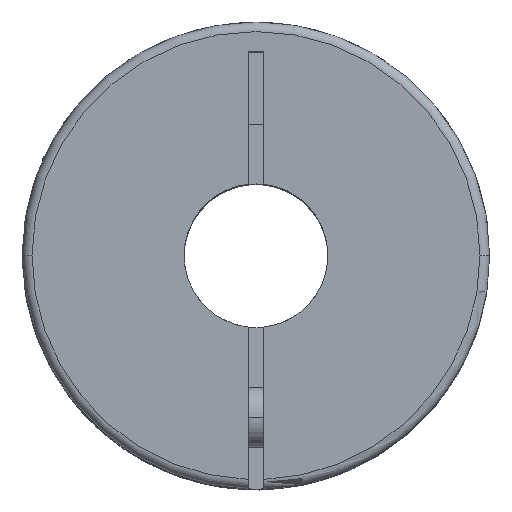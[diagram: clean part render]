
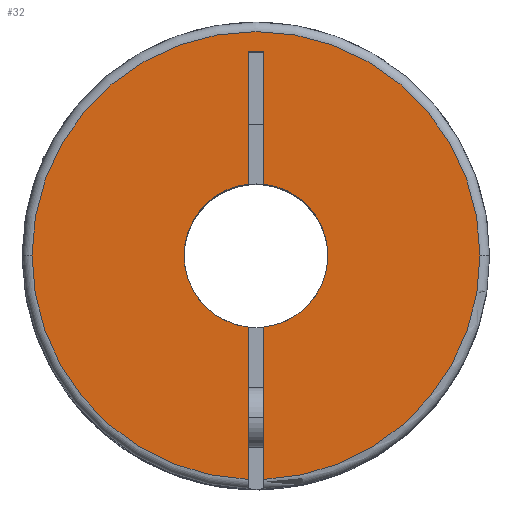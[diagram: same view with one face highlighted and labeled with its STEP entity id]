
A CAD part, top view. The second image highlights one B-rep face of the part: STEP entity #32.
In plain terms, the highlighted planar face has unit normal (0, 0, 1).
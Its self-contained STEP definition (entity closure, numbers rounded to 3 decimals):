
#16 = VECTOR ( 'NONE', #216, 1000. ) ;
#32 = ADVANCED_FACE ( 'NONE', ( #2491 ), #711, .F. ) ;
#183 = EDGE_CURVE ( 'NONE', #3619, #1570, #1346, .T. ) ;
#194 = DIRECTION ( 'NONE',  ( -1., 0., 0. ) ) ;
#201 = ORIENTED_EDGE ( 'NONE', *, *, #863, .F. ) ;
#216 = DIRECTION ( 'NONE',  ( 0., 1., 0. ) ) ;
#242 = CARTESIAN_POINT ( 'NONE',  ( 0.65, 5.965, 0. ) ) ;
#254 = VERTEX_POINT ( 'NONE', #864 ) ;
#311 = AXIS2_PLACEMENT_3D ( 'NONE', #3412, #1663, #3065 ) ;
#320 = CARTESIAN_POINT ( 'NONE',  ( -0.65, 5.965, 0. ) ) ;
#397 = DIRECTION ( 'NONE',  ( -1., 0., 0. ) ) ;
#490 = VECTOR ( 'NONE', #2059, 1000. ) ;
#493 = EDGE_CURVE ( 'NONE', #254, #1825, #4355, .T. ) ;
#507 = ORIENTED_EDGE ( 'NONE', *, *, #3426, .T. ) ;
#588 = AXIS2_PLACEMENT_3D ( 'NONE', #2206, #3200, #3265 ) ;
#591 = VERTEX_POINT ( 'NONE', #1853 ) ;
#666 = CARTESIAN_POINT ( 'NONE',  ( -0.65, 17., 0. ) ) ;
#676 = VERTEX_POINT ( 'NONE', #827 ) ;
#711 = PLANE ( 'NONE',  #1195 ) ;
#743 = DIRECTION ( 'NONE',  ( 0., 0., -1. ) ) ;
#811 = EDGE_CURVE ( 'NONE', #4142, #591, #1053, .T. ) ;
#827 = CARTESIAN_POINT ( 'NONE',  ( 0.65, 17., 0. ) ) ;
#852 = EDGE_CURVE ( 'NONE', #911, #2193, #3764, .T. ) ;
#863 = EDGE_CURVE ( 'NONE', #2193, #1570, #1920, .T. ) ;
#864 = CARTESIAN_POINT ( 'NONE',  ( -0.65, -18.689, 0. ) ) ;
#882 = LINE ( 'NONE', #1180, #4217 ) ;
#911 = VERTEX_POINT ( 'NONE', #4488 ) ;
#1053 = CIRCLE ( 'NONE', #4214, 6. ) ;
#1061 = LINE ( 'NONE', #4215, #490 ) ;
#1066 = ORIENTED_EDGE ( 'NONE', *, *, #4356, .F. ) ;
#1137 = CARTESIAN_POINT ( 'NONE',  ( 0.65, -5.965, 0. ) ) ;
#1180 = CARTESIAN_POINT ( 'NONE',  ( 0.65, 17., 0. ) ) ;
#1195 = AXIS2_PLACEMENT_3D ( 'NONE', #2118, #2830, #2416 ) ;
#1292 = VECTOR ( 'NONE', #3841, 1000. ) ;
#1346 = CIRCLE ( 'NONE', #4502, 6. ) ;
#1400 = VERTEX_POINT ( 'NONE', #320 ) ;
#1570 = VERTEX_POINT ( 'NONE', #1137 ) ;
#1582 = CARTESIAN_POINT ( 'NONE',  ( 0., 0., 0. ) ) ;
#1663 = DIRECTION ( 'NONE',  ( 0., 0., -1. ) ) ;
#1679 = ORIENTED_EDGE ( 'NONE', *, *, #493, .F. ) ;
#1825 = VERTEX_POINT ( 'NONE', #3880 ) ;
#1853 = CARTESIAN_POINT ( 'NONE',  ( -6., 0., 0. ) ) ;
#1920 = LINE ( 'NONE', #3345, #16 ) ;
#1939 = EDGE_CURVE ( 'NONE', #676, #3043, #882, .T. ) ;
#1955 = ORIENTED_EDGE ( 'NONE', *, *, #2528, .F. ) ;
#1969 = ORIENTED_EDGE ( 'NONE', *, *, #3091, .F. ) ;
#2013 = AXIS2_PLACEMENT_3D ( 'NONE', #3553, #743, #397 ) ;
#2059 = DIRECTION ( 'NONE',  ( 0., -1., 0. ) ) ;
#2118 = CARTESIAN_POINT ( 'NONE',  ( 0., 0., 0. ) ) ;
#2160 = EDGE_CURVE ( 'NONE', #3619, #676, #3172, .T. ) ;
#2193 = VERTEX_POINT ( 'NONE', #2242 ) ;
#2206 = CARTESIAN_POINT ( 'NONE',  ( 0., 0., 0. ) ) ;
#2228 = DIRECTION ( 'NONE',  ( 0., 0., -1. ) ) ;
#2242 = CARTESIAN_POINT ( 'NONE',  ( 0.65, -18.689, 0. ) ) ;
#2416 = DIRECTION ( 'NONE',  ( 0., -1., 0. ) ) ;
#2418 = ORIENTED_EDGE ( 'NONE', *, *, #1939, .F. ) ;
#2425 = ORIENTED_EDGE ( 'NONE', *, *, #852, .F. ) ;
#2427 = CIRCLE ( 'NONE', #588, 18.7 ) ;
#2491 = FACE_OUTER_BOUND ( 'NONE', #3662, .T. ) ;
#2528 = EDGE_CURVE ( 'NONE', #1825, #911, #2427, .T. ) ;
#2575 = DIRECTION ( 'NONE',  ( -1., 0., 0. ) ) ;
#2695 = DIRECTION ( 'NONE',  ( -1., 0., 0. ) ) ;
#2787 = ORIENTED_EDGE ( 'NONE', *, *, #811, .T. ) ;
#2830 = DIRECTION ( 'NONE',  ( 0., 0., -1. ) ) ;
#3043 = VERTEX_POINT ( 'NONE', #666 ) ;
#3065 = DIRECTION ( 'NONE',  ( -1., 0., 0. ) ) ;
#3091 = EDGE_CURVE ( 'NONE', #3043, #1400, #4187, .T. ) ;
#3172 = LINE ( 'NONE', #3496, #3924 ) ;
#3200 = DIRECTION ( 'NONE',  ( 0., 0., -1. ) ) ;
#3253 = DIRECTION ( 'NONE',  ( -1., 0., 0. ) ) ;
#3265 = DIRECTION ( 'NONE',  ( -1., 0., 0. ) ) ;
#3345 = CARTESIAN_POINT ( 'NONE',  ( 0.65, -19.5, 0. ) ) ;
#3412 = CARTESIAN_POINT ( 'NONE',  ( 0., 0., 0. ) ) ;
#3426 = EDGE_CURVE ( 'NONE', #591, #1400, #4254, .T. ) ;
#3431 = CARTESIAN_POINT ( 'NONE',  ( -0.65, 17., 0. ) ) ;
#3496 = CARTESIAN_POINT ( 'NONE',  ( 0.65, -19.5, 0. ) ) ;
#3553 = CARTESIAN_POINT ( 'NONE',  ( 0., 0., 0. ) ) ;
#3601 = ORIENTED_EDGE ( 'NONE', *, *, #183, .T. ) ;
#3619 = VERTEX_POINT ( 'NONE', #242 ) ;
#3661 = CARTESIAN_POINT ( 'NONE',  ( 0., 0., 0. ) ) ;
#3662 = EDGE_LOOP ( 'NONE', ( #1679, #1066, #2787, #507, #1969, #2418, #4304, #3601, #201, #2425, #1955 ) ) ;
#3764 = CIRCLE ( 'NONE', #311, 18.7 ) ;
#3841 = DIRECTION ( 'NONE',  ( 0., -1., 0. ) ) ;
#3880 = CARTESIAN_POINT ( 'NONE',  ( -18.7, 0., 0. ) ) ;
#3924 = VECTOR ( 'NONE', #4329, 1000. ) ;
#4002 = CARTESIAN_POINT ( 'NONE',  ( 0., 0., 0. ) ) ;
#4142 = VERTEX_POINT ( 'NONE', #4284 ) ;
#4187 = LINE ( 'NONE', #3431, #1292 ) ;
#4214 = AXIS2_PLACEMENT_3D ( 'NONE', #3661, #4422, #194 ) ;
#4215 = CARTESIAN_POINT ( 'NONE',  ( -0.65, 17., 0. ) ) ;
#4217 = VECTOR ( 'NONE', #3253, 1000. ) ;
#4254 = CIRCLE ( 'NONE', #4404, 6. ) ;
#4284 = CARTESIAN_POINT ( 'NONE',  ( -0.65, -5.965, 0. ) ) ;
#4304 = ORIENTED_EDGE ( 'NONE', *, *, #2160, .F. ) ;
#4329 = DIRECTION ( 'NONE',  ( 0., 1., 0. ) ) ;
#4355 = CIRCLE ( 'NONE', #2013, 18.7 ) ;
#4356 = EDGE_CURVE ( 'NONE', #4142, #254, #1061, .T. ) ;
#4389 = DIRECTION ( 'NONE',  ( 0., 0., -1. ) ) ;
#4404 = AXIS2_PLACEMENT_3D ( 'NONE', #1582, #4389, #2695 ) ;
#4422 = DIRECTION ( 'NONE',  ( 0., 0., -1. ) ) ;
#4488 = CARTESIAN_POINT ( 'NONE',  ( 18.7, 0., 0. ) ) ;
#4502 = AXIS2_PLACEMENT_3D ( 'NONE', #4002, #2228, #2575 ) ;
